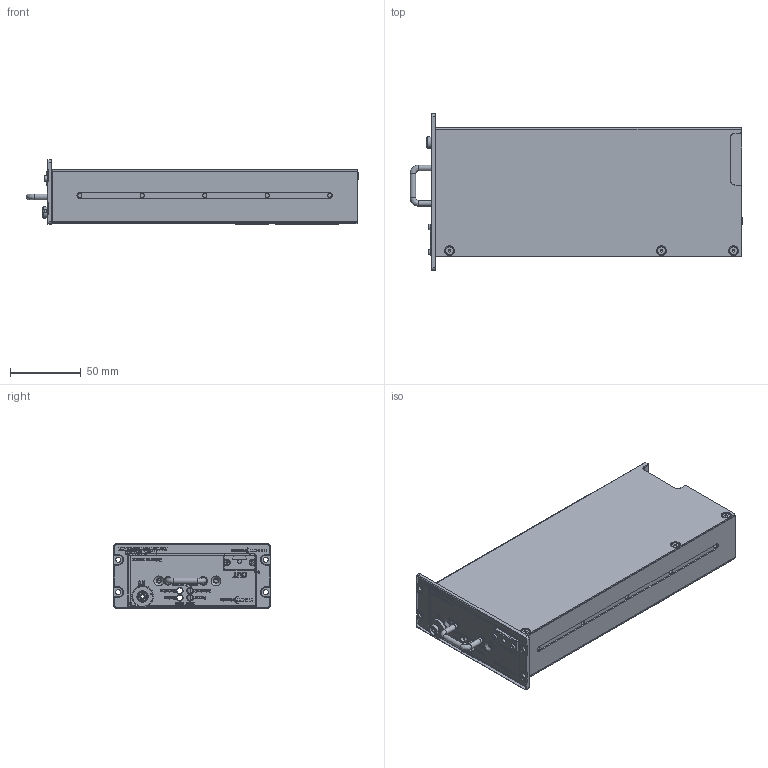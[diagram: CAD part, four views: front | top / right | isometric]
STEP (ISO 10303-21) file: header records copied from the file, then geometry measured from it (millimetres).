
FILE_DESCRIPTION (( 'STEP AP214' ), '1' );
FILE_NAME ('104452 (Dory modul med front panel).STEP', '2020-05-20T12:05:44', ( '' ), ( '' ), 'SwSTEP 2.0', 'SolidWorks 2018', '' );
FILE_SCHEMA (( 'AUTOMOTIVE_DESIGN' ));
Length unit declared in the file: millimetre
Products named in the file (1): 104452 (Dory modul med front panel)
Bounding box: 235 x 111 x 45.55 mm (x, y, z)
Surface area: 142334.9 mm2 (no closed solid volume)
Topology: 0 solids, 430 shells, 1477 faces, 14933 edges, 13730 vertices
Faces by surface type: plane 1099, bspline 201, cylinder 117, cone 60
Full cylindrical faces by diameter (mm): 2.05 x2, 2.5 x1, 3 x5, 3.3 x7, 3.5 x6, 3.8 x2, 4 x8, 4.3 x3, 5.54 x7, 6 x1, 7 x1, 8 x1, 14 x1, 14.5 x1
Entity records: 215392 total; most frequent: CARTESIAN_POINT 109736, ORIENTED_EDGE 16444, EDGE_CURVE 14837, VERTEX_POINT 13711, DIRECTION 11643, LINE 8013, VECTOR 8013, B_SPLINE_CURVE_WITH_KNOTS 6283
